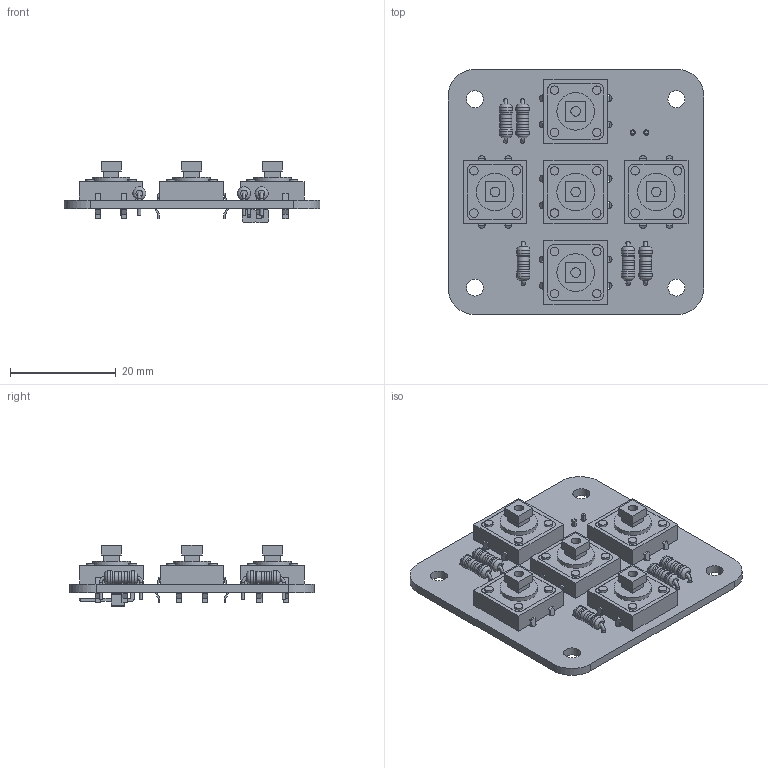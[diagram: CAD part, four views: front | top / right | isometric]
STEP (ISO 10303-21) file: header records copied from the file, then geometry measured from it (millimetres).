
FILE_DESCRIPTION(('KiCad electronic assembly'),'2;1');
FILE_NAME('TecladoEB.step','2021-05-21T10:35:53',('An Author'),( 'A Company'),'Open CASCADE STEP processor 7.5', 'KiCad to STEP converter','Unknown');
FILE_SCHEMA(('AUTOMOTIVE_DESIGN { 1 0 10303 214 1 1 1 1 }'));
Length unit declared in the file: millimetre
Products named in the file (14): Open CASCADE STEP translator 7.5 1; R_Axial_DIN0207_L6.3mm_D2.5mm_P7.62mm_Horizontal_10k; COMPOUND; B3F-4050; SOLID; PinHeader_1x02_P2.54mm_Horizontal
Assembly tree (21 placements, depth 3):
  Open CASCADE STEP translator 7.5 1
    R_Axial_DIN0207_L6.3mm_D2.5mm_P7.62mm_Horizontal_10k  x5
      COMPOUND
    B3F-4050  x5
      SOLID
      SOLID
      SOLID
      SOLID
      SOLID
      SOLID
      SOLID
    PinHeader_1x02_P2.54mm_Horizontal
      SOLID
    COMPOUND
Bounding box: 48.39 x 46.3 x 11.54 mm (x, y, z)
Volume: 6384.7 mm3; surface area: 10148.2 mm2
Topology: 47 solids, 47 shells, 749 faces, 1667 edges, 1091 vertices
Faces by surface type: plane 527, cylinder 182, revolution 30, torus 10
Full cylindrical faces by diameter (mm): 0.6 x15, 0.8 x10, 1 x2, 1.25 x20, 1.6 x30, 1.8 x5, 1.85 x10, 2.25 x10, 2.252 x10, 2.5 x10, 3.2 x4, 7.1 x10
Entity records: 16140 total; most frequent: CARTESIAN_POINT 2468, DIRECTION 2404, LINE 1393, VECTOR 1393, ORIENTED_EDGE 1150, PCURVE 1150, DEFINITIONAL_REPRESENTATION 1150, EDGE_CURVE 575
